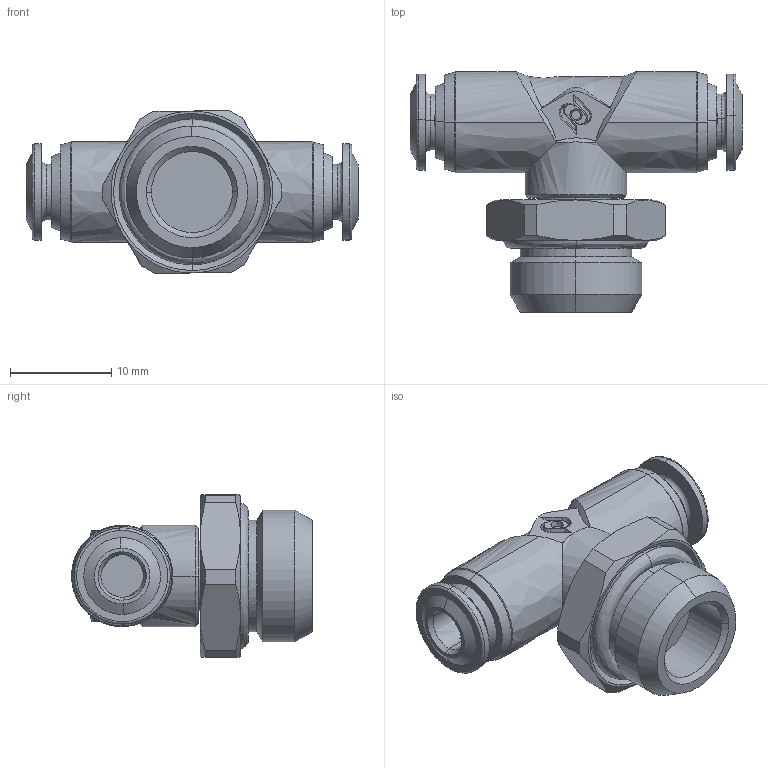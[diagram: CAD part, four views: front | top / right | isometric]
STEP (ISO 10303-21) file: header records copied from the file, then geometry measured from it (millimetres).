
FILE_DESCRIPTION (( 'STEP AP214' ), '1' );
FILE_NAME ('PT04-G02_ME.STEP', '2018-09-06T13:31:18', ( '' ), ( '' ), 'SwSTEP 2.0', 'SolidWorks 2018', '' );
FILE_SCHEMA (( 'AUTOMOTIVE_DESIGN' ));
Length unit declared in the file: millimetre
Products named in the file (1): PT04-G02_ME
Bounding box: 32.8 x 23.8 x 16.08 mm (x, y, z)
Volume: 3894.4 mm3; surface area: 2799.2 mm2
Topology: 2 solids, 2 shells, 180 faces, 461 edges, 301 vertices
Faces by surface type: bspline 180
Entity records: 8463 total; most frequent: CARTESIAN_POINT 5716, ORIENTED_EDGE 922, EDGE_CURVE 461, B_SPLINE_CURVE_WITH_KNOTS 352, VERTEX_POINT 301, EDGE_LOOP 206, ADVANCED_FACE 180, FACE_OUTER_BOUND 180
